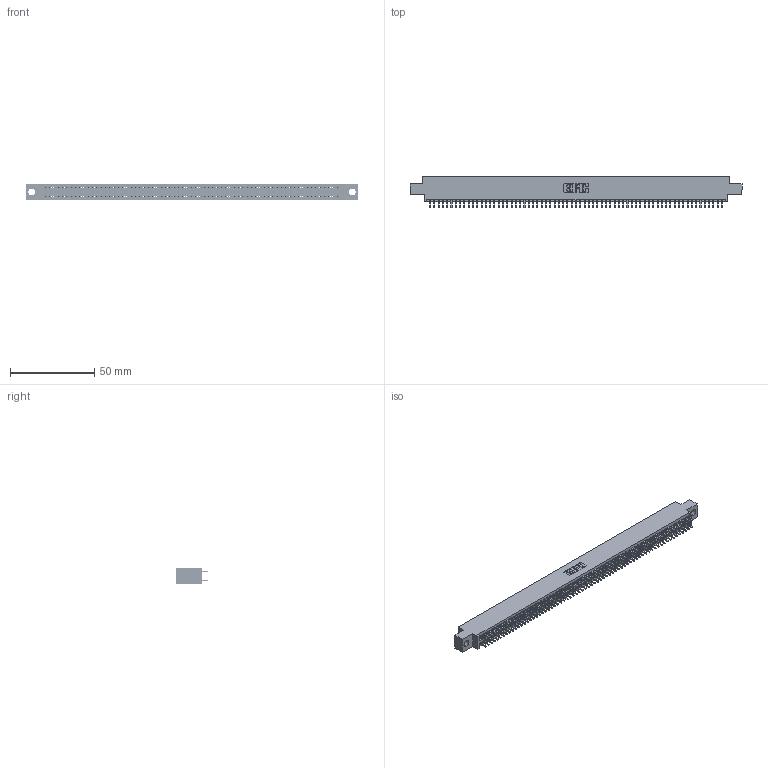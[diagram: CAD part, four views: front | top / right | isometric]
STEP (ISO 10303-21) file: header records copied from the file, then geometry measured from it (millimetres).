
FILE_DESCRIPTION (( 'STEP AP203' ), '1' );
FILE_NAME ('345-138-521-804.STEP', '2018-10-20T17:37:41', ( '' ), ( '' ), 'SwSTEP 2.0', 'SolidWorks 2016', '' );
FILE_SCHEMA (( 'CONFIG_CONTROL_DESIGN' ));
Length unit declared in the file: inch
Products named in the file (3): 345-292-001_345-293-121; 345-138-521-804; 345 Part_0.170 Offset - 0.156 Dia-TH
Assembly tree (139 placements, depth 2):
  345-138-521-804
    345 Part_0.170 Offset - 0.156 Dia-TH
    345-292-001_345-293-121  x138
Bounding box: 196.47 x 18.72 x 9.4 mm (x, y, z)
Volume: 19078.3 mm3; surface area: 28315.8 mm2
Topology: 139 solids, 139 shells, 7030 faces, 20915 edges, 13758 vertices
Faces by surface type: plane 4638, cylinder 2392
Entity records: 50657 total; most frequent: CARTESIAN_POINT 8468, ORIENTED_EDGE 8402, DIRECTION 7433, EDGE_CURVE 4201, LINE 3793, VECTOR 3793, VERTEX_POINT 2798, AXIS2_PLACEMENT_3D 1820
